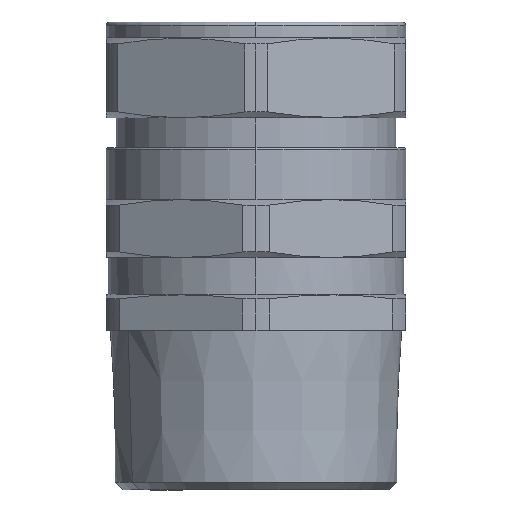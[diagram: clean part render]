
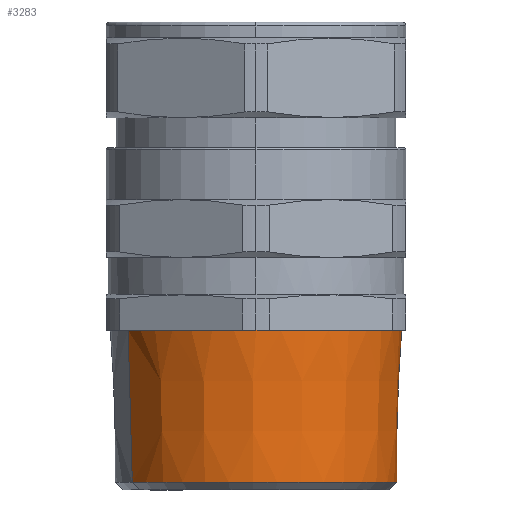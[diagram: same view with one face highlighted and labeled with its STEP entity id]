
A CAD part, front view. The second image highlights one B-rep face of the part: STEP entity #3283.
In plain terms, the highlighted conical face has half-angle 1.78 degrees and reference radius 35.257 mm.
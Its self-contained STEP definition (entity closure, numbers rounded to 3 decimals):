
#3176=AXIS2_PLACEMENT_3D('Circle Axis2P3D',#3174,#3175,$) ;
#3183=AXIS2_PLACEMENT_3D('Circle Axis2P3D',#3181,#3182,$) ;
#3255=AXIS2_PLACEMENT_3D('Cone Axis2P3D',#3252,#3253,#3254) ;
#3273=AXIS2_PLACEMENT_3D('Circle Axis2P3D',#3271,#3272,$) ;
#3169=CARTESIAN_POINT('Vertex',(5.468,24.251,40.)) ;
#3174=CARTESIAN_POINT('Axis2P3D Location',(37.5,41.75,40.)) ;
#3178=CARTESIAN_POINT('Vertex',(37.5,5.25,40.)) ;
#3181=CARTESIAN_POINT('Axis2P3D Location',(37.5,41.75,40.)) ;
#3185=CARTESIAN_POINT('Vertex',(69.532,59.249,40.)) ;
#3252=CARTESIAN_POINT('Axis2P3D Location',(37.5,41.75,0.)) ;
#3257=CARTESIAN_POINT('Line Origine',(68.986,58.951,20.)) ;
#3261=CARTESIAN_POINT('Vertex',(68.495,58.683,1.999)) ;
#3264=CARTESIAN_POINT('Line Origine',(6.014,24.549,20.)) ;
#3268=CARTESIAN_POINT('Vertex',(6.505,24.817,1.999)) ;
#3271=CARTESIAN_POINT('Axis2P3D Location',(37.5,41.75,1.999)) ;
#3175=DIRECTION('Axis2P3D Direction',(0.,0.,-1.)) ;
#3182=DIRECTION('Axis2P3D Direction',(0.,0.,-1.)) ;
#3253=DIRECTION('Axis2P3D Direction',(0.,0.,1.)) ;
#3254=DIRECTION('Axis2P3D XDirection',(0.878,0.479,0.)) ;
#3258=DIRECTION('Vector Direction',(0.027,0.015,1.)) ;
#3265=DIRECTION('Vector Direction',(-0.027,-0.015,1.)) ;
#3272=DIRECTION('Axis2P3D Direction',(0.,0.,1.)) ;
#3259=VECTOR('Line Direction',#3258,1.) ;
#3266=VECTOR('Line Direction',#3265,1.) ;
#3277=ORIENTED_EDGE('',*,*,#3263,.T.) ;
#3278=ORIENTED_EDGE('',*,*,#3187,.T.) ;
#3279=ORIENTED_EDGE('',*,*,#3180,.T.) ;
#3280=ORIENTED_EDGE('',*,*,#3270,.F.) ;
#3281=ORIENTED_EDGE('',*,*,#3275,.T.) ;
#3283=ADVANCED_FACE('PartBody',(#3282),#3256,.T.) ;
#3177=CIRCLE('generated circle',#3176,36.5) ;
#3184=CIRCLE('generated circle',#3183,36.5) ;
#3274=CIRCLE('generated circle',#3273,35.319) ;
#3256=CONICAL_SURFACE('Cone',#3255,35.257,0.031) ;
#3180=EDGE_CURVE('',#3179,#3170,#3177,.T.) ;
#3187=EDGE_CURVE('',#3186,#3179,#3184,.T.) ;
#3263=EDGE_CURVE('',#3262,#3186,#3260,.T.) ;
#3270=EDGE_CURVE('',#3269,#3170,#3267,.T.) ;
#3275=EDGE_CURVE('',#3269,#3262,#3274,.T.) ;
#3276=EDGE_LOOP('',(#3277,#3278,#3279,#3280,#3281)) ;
#3282=FACE_OUTER_BOUND('',#3276,.T.) ;
#3260=LINE('Line',#3257,#3259) ;
#3267=LINE('Line',#3264,#3266) ;
#3170=VERTEX_POINT('',#3169) ;
#3179=VERTEX_POINT('',#3178) ;
#3186=VERTEX_POINT('',#3185) ;
#3262=VERTEX_POINT('',#3261) ;
#3269=VERTEX_POINT('',#3268) ;
